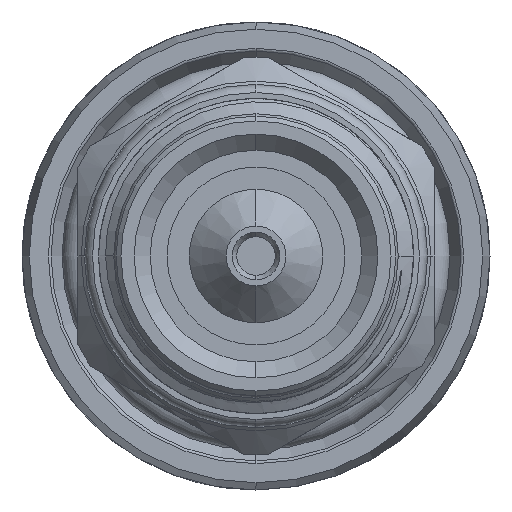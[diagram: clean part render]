
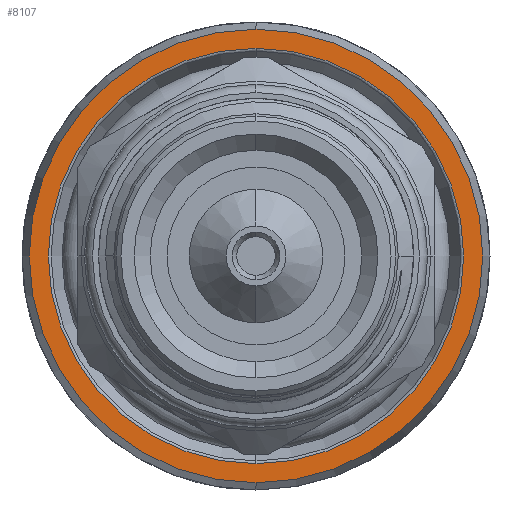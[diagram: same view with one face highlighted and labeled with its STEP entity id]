
A CAD part, left-side view. The second image highlights one B-rep face of the part: STEP entity #8107.
In plain terms, the highlighted planar face has unit normal (-1, 0, 0).
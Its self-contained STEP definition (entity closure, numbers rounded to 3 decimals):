
#1085 = EDGE_LOOP ( 'NONE', ( #1667, #1478 ) ) ;
#1087 = EDGE_LOOP ( 'NONE', ( #1531, #1967 ) ) ;
#1478 = ORIENTED_EDGE ( 'NONE', *, *, #13956, .T. ) ;
#1531 = ORIENTED_EDGE ( 'NONE', *, *, #12408, .F. ) ;
#1558 = FACE_BOUND ( 'NONE', #1087, .T. ) ;
#1635 = FACE_OUTER_BOUND ( 'NONE', #1085, .T. ) ;
#1667 = ORIENTED_EDGE ( 'NONE', *, *, #14415, .T. ) ;
#1967 = ORIENTED_EDGE ( 'NONE', *, *, #14416, .F. ) ;
#2168 = CIRCLE ( 'NONE', #4315, 14.15 ) ;
#2196 = CIRCLE ( 'NONE', #5618, 12.959 ) ;
#2561 = CIRCLE ( 'NONE', #6081, 14.15 ) ;
#4315 = AXIS2_PLACEMENT_3D ( 'NONE', #12340, #12341, #11986 ) ;
#5164 = AXIS2_PLACEMENT_3D ( 'NONE', #15182, #15126, #15128 ) ;
#5533 = PLANE ( 'NONE',  #13150 ) ;
#5571 = CARTESIAN_POINT ( 'NONE',  ( 59.65, 14.15, 0. ) ) ;
#5618 = AXIS2_PLACEMENT_3D ( 'NONE', #12320, #11866, #12036 ) ;
#5656 = DIRECTION ( 'NONE',  ( 0., 0., 1. ) ) ;
#5893 = DIRECTION ( 'NONE',  ( 1., 0., 0. ) ) ;
#6081 = AXIS2_PLACEMENT_3D ( 'NONE', #8669, #8667, #8665 ) ;
#8107 = ADVANCED_FACE ( 'NONE', ( #1558, #1635 ), #5533, .F. ) ;
#8665 = DIRECTION ( 'NONE',  ( 0., 0., -1. ) ) ;
#8667 = DIRECTION ( 'NONE',  ( -1., 0., 0. ) ) ;
#8669 = CARTESIAN_POINT ( 'NONE',  ( 59.65, 0., 0. ) ) ;
#9707 = CARTESIAN_POINT ( 'NONE',  ( 59.65, 0., 12.959 ) ) ;
#9712 = CARTESIAN_POINT ( 'NONE',  ( 59.65, 0., 14.15 ) ) ;
#9793 = CARTESIAN_POINT ( 'NONE',  ( 59.65, 0., -12.959 ) ) ;
#9795 = CARTESIAN_POINT ( 'NONE',  ( 59.65, 0., -14.15 ) ) ;
#11866 = DIRECTION ( 'NONE',  ( -1., 0., 0. ) ) ;
#11986 = DIRECTION ( 'NONE',  ( 0., 0., -1. ) ) ;
#12036 = DIRECTION ( 'NONE',  ( 0., 0., -1. ) ) ;
#12320 = CARTESIAN_POINT ( 'NONE',  ( 59.65, 0., 0. ) ) ;
#12340 = CARTESIAN_POINT ( 'NONE',  ( 59.65, 0., 0. ) ) ;
#12341 = DIRECTION ( 'NONE',  ( -1., 0., 0. ) ) ;
#12408 = EDGE_CURVE ( 'NONE', #13428, #13625, #14696, .T. ) ;
#13150 = AXIS2_PLACEMENT_3D ( 'NONE', #5571, #5893, #5656 ) ;
#13426 = VERTEX_POINT ( 'NONE', #9795 ) ;
#13428 = VERTEX_POINT ( 'NONE', #9793 ) ;
#13621 = VERTEX_POINT ( 'NONE', #9712 ) ;
#13625 = VERTEX_POINT ( 'NONE', #9707 ) ;
#13956 = EDGE_CURVE ( 'NONE', #13426, #13621, #2561, .T. ) ;
#14415 = EDGE_CURVE ( 'NONE', #13621, #13426, #2168, .T. ) ;
#14416 = EDGE_CURVE ( 'NONE', #13625, #13428, #2196, .T. ) ;
#14696 = CIRCLE ( 'NONE', #5164, 12.959 ) ;
#15126 = DIRECTION ( 'NONE',  ( -1., 0., 0. ) ) ;
#15128 = DIRECTION ( 'NONE',  ( 0., 0., -1. ) ) ;
#15182 = CARTESIAN_POINT ( 'NONE',  ( 59.65, 0., 0. ) ) ;
